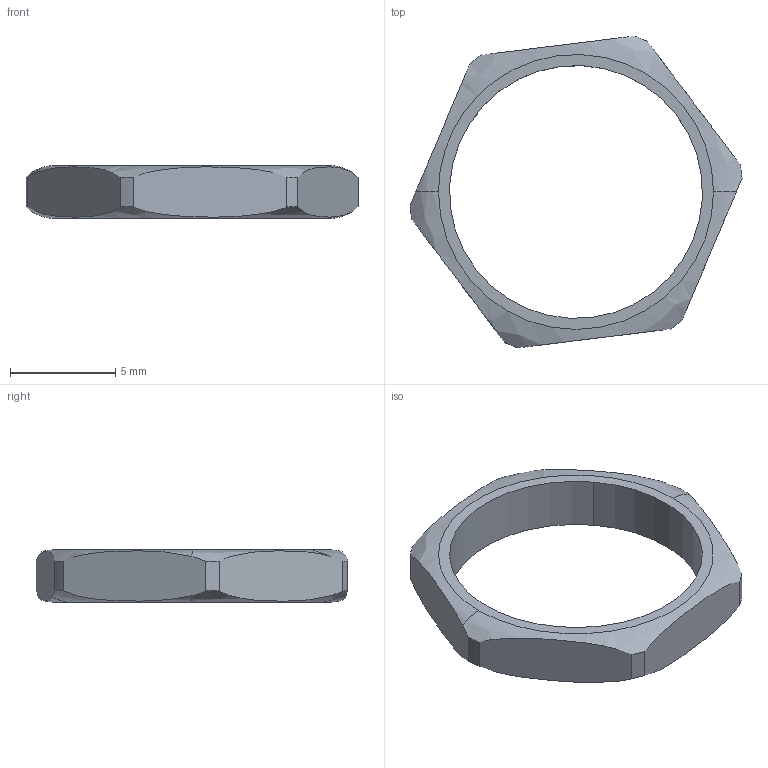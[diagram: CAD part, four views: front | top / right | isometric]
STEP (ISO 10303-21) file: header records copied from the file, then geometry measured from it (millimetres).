
FILE_DESCRIPTION((''),'2;1');
FILE_NAME('LEMO_EDA-02834-V1-0_Part3.stp','2013-09-19T12:16:45',(''),(''),'Mechanical Desktop 2011','Mechanical Desktop 2011',', , ');
FILE_SCHEMA(('AUTOMOTIVE_DESIGN { 1 2 10303 214 1 1 1 1 }'));
Length unit declared in the file: millimetre
Products named in the file (1): Product
Bounding box: 15.75 x 14.79 x 2.5 mm (x, y, z)
Volume: 134.3 mm3; surface area: 309.5 mm2
Topology: 1 solids, 1 shells, 20 faces, 80 edges, 42 vertices
Faces by surface type: cylinder 8, plane 8, bspline 4
Entity records: 1603 total; most frequent: CARTESIAN_POINT 1035, ORIENTED_EDGE 120, DIRECTION 100, EDGE_CURVE 60, AXIS2_PLACEMENT_3D 43, VERTEX_POINT 42, CIRCLE 26, EDGE_LOOP 22
